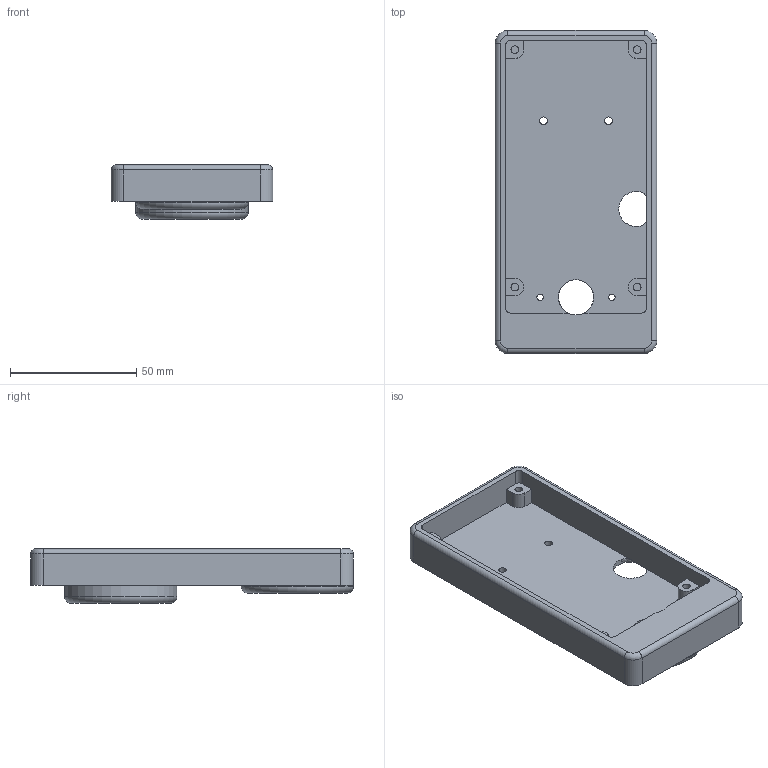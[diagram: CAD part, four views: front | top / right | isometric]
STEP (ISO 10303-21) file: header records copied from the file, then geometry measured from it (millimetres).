
FILE_DESCRIPTION(/* description */ (''),/* implementation_level */ '2;1');
FILE_NAME(/* name */ 'LCD Mount v5.step',/* time_stamp */ '2021-02-06T18:02:16+00:00',/* author */ (''),/* organization */ (''),/* preprocessor_version */ 'ST-DEVELOPER v18.1',/* originating_system */ 'Autodesk Translation Framework v9.7.1.1290',/* authorisation */ '');
FILE_SCHEMA (('AUTOMOTIVE_DESIGN { 1 0 10303 214 3 1 1 }'));
Length unit declared in the file: millimetre
Products named in the file (1): LCD Mount
Bounding box: 64 x 128 x 21.5 mm (x, y, z)
Volume: 57540.2 mm3; surface area: 26927.1 mm2
Topology: 1 solids, 1 shells, 65 faces, 168 edges, 109 vertices
Faces by surface type: plane 30, cylinder 28, torus 6, bspline 1
Full cylindrical faces by diameter (mm): 2.5 x2, 3 x6, 14 x1, 44.5 x2
Entity records: 2257 total; most frequent: CARTESIAN_POINT 550, DIRECTION 362, ORIENTED_EDGE 336, EDGE_CURVE 168, AXIS2_PLACEMENT_3D 134, VERTEX_POINT 109, LINE 94, VECTOR 94
